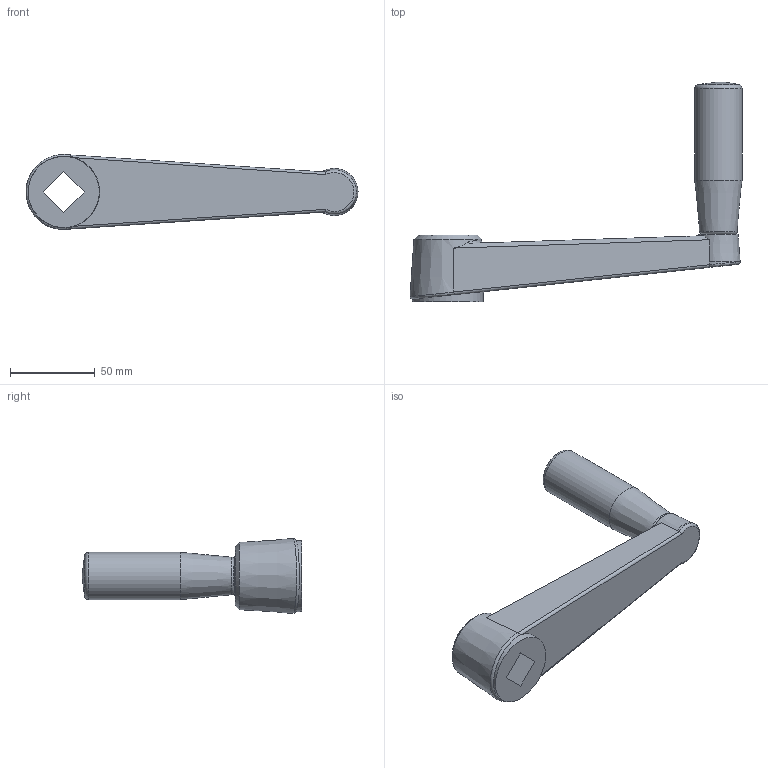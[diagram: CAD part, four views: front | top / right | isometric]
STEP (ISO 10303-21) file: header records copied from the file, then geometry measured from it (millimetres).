
FILE_DESCRIPTION(/* description */ (''),/* implementation_level */ '2;1');
FILE_NAME(/* name */ 'BCH160S',/* time_stamp */ '2012-11-23T15:09:44+08:00',/* author */ (''),/* organization */ (''),/* preprocessor_version */ 'ST-DEVELOPER v9',/* originating_system */ 'UGS - NX 4.0',/* authorisation */ '');
FILE_SCHEMA (('CONFIG_CONTROL_DESIGN'));
Length unit declared in the file: millimetre
Products named in the file (1): Admi6E97xik1
Bounding box: 196.34 x 130 x 44.41 mm (x, y, z)
Surface area: 33660.7 mm2 (no closed solid volume)
Topology: 0 solids, 1 shells, 34 faces, 84 edges, 53 vertices
Faces by surface type: plane 14, cone 9, cylinder 4, bspline 3, torus 3, sphere 1
Full cylindrical faces by diameter (mm): 12 x1, 28 x1
Entity records: 1239 total; most frequent: CARTESIAN_POINT 471, DIRECTION 131, ORIENTED_EDGE 130, EDGE_CURVE 65, AXIS2_PLACEMENT_3D 56, EDGE_LOOP 50, VERTEX_POINT 47, ADVANCED_FACE 34
